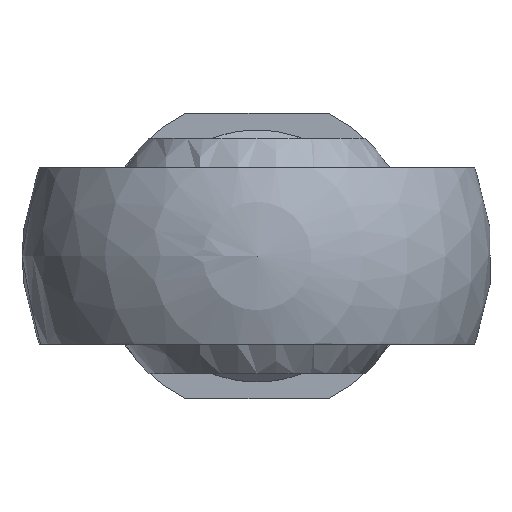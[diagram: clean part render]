
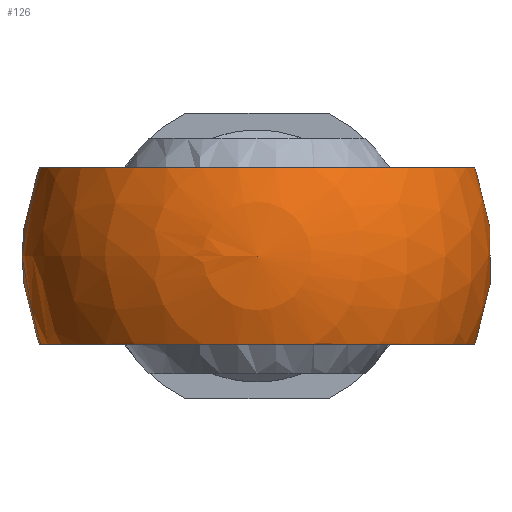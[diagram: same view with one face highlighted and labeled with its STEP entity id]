
A CAD part, left-side view. The second image highlights one B-rep face of the part: STEP entity #126.
In plain terms, the highlighted spherical face has radius 14 mm.
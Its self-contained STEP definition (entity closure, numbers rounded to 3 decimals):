
#126 = ADVANCED_FACE( '', ( #239, #240 ), #241, .T. );
#239 = FACE_BOUND( '', #335, .T. );
#240 = FACE_OUTER_BOUND( '', #336, .T. );
#241 = SPHERICAL_SURFACE( '', #337, 14. );
#335 = VERTEX_LOOP( '', #494 );
#336 = EDGE_LOOP( '', ( #495, #496, #497, #498 ) );
#337 = AXIS2_PLACEMENT_3D( '', #499, #500, #501 );
#494 = VERTEX_POINT( '', #583 );
#495 = ORIENTED_EDGE( '', *, *, #574, .F. );
#496 = ORIENTED_EDGE( '', *, *, #547, .T. );
#497 = ORIENTED_EDGE( '', *, *, #567, .F. );
#498 = ORIENTED_EDGE( '', *, *, #535, .T. );
#499 = CARTESIAN_POINT( '', ( 0., 0., 0. ) );
#500 = DIRECTION( '', ( 1., 0., 0. ) );
#501 = DIRECTION( '', ( 0., 1., 0. ) );
#535 = EDGE_CURVE( '', #604, #609, #611, .F. );
#547 = EDGE_CURVE( '', #626, #631, #633, .F. );
#567 = EDGE_CURVE( '', #604, #631, #659, .T. );
#574 = EDGE_CURVE( '', #626, #609, #666, .T. );
#583 = CARTESIAN_POINT( '', ( -14., 0., 0. ) );
#604 = VERTEX_POINT( '', #698 );
#609 = VERTEX_POINT( '', #709 );
#611 = CIRCLE( '', #716, 12.978 );
#626 = VERTEX_POINT( '', #731 );
#631 = VERTEX_POINT( '', #742 );
#633 = CIRCLE( '', #749, 12.978 );
#659 = CIRCLE( '', #779, 12.121 );
#666 = CIRCLE( '', #788, 12.121 );
#698 = CARTESIAN_POINT( '', ( 7.006, 10.925, -5.25 ) );
#709 = CARTESIAN_POINT( '', ( 7.006, -10.925, -5.25 ) );
#716 = AXIS2_PLACEMENT_3D( '', #818, #819, #820 );
#731 = CARTESIAN_POINT( '', ( 7.006, -10.925, 5.25 ) );
#742 = CARTESIAN_POINT( '', ( 7.006, 10.925, 5.25 ) );
#749 = AXIS2_PLACEMENT_3D( '', #840, #841, #842 );
#779 = AXIS2_PLACEMENT_3D( '', #871, #872, #873 );
#788 = AXIS2_PLACEMENT_3D( '', #879, #880, #881 );
#818 = CARTESIAN_POINT( '', ( 0., 0., -5.25 ) );
#819 = DIRECTION( '', ( 0., 0., -1. ) );
#820 = DIRECTION( '', ( -1., 0., 0. ) );
#840 = CARTESIAN_POINT( '', ( 0., 0., 5.25 ) );
#841 = DIRECTION( '', ( 0., 0., 1. ) );
#842 = DIRECTION( '', ( 1., 0., 0. ) );
#871 = CARTESIAN_POINT( '', ( 7.006, 0., 0. ) );
#872 = DIRECTION( '', ( 1., 0., 0. ) );
#873 = DIRECTION( '', ( 0., 0., -1. ) );
#879 = CARTESIAN_POINT( '', ( 7.006, 0., 0. ) );
#880 = DIRECTION( '', ( 1., 0., 0. ) );
#881 = DIRECTION( '', ( 0., 0., -1. ) );
